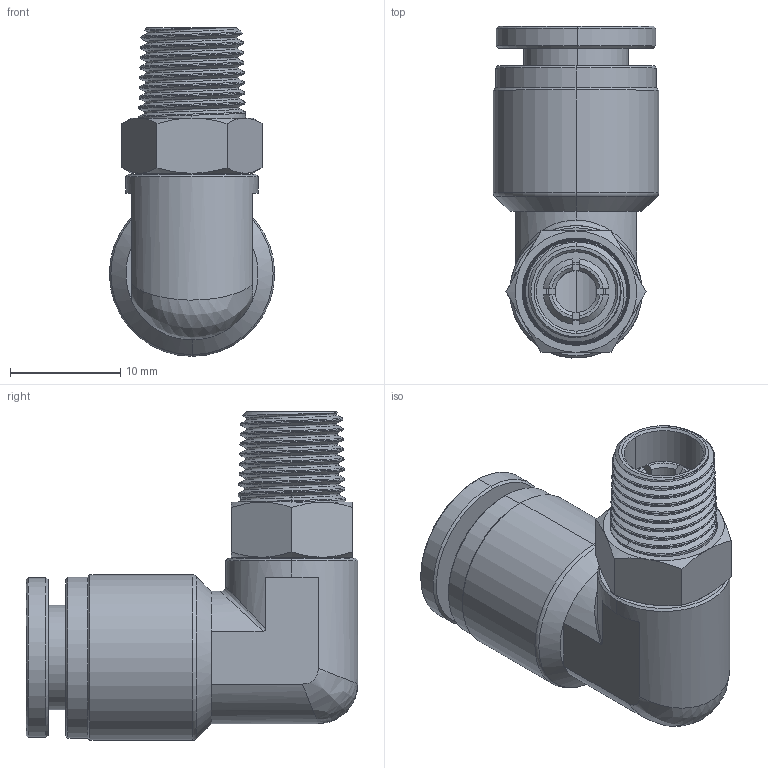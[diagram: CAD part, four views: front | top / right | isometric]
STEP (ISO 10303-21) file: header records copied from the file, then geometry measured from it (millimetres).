
FILE_DESCRIPTION (( 'STEP AP214' ), '1' );
FILE_NAME ('MES8R1-8W.STEP', '2018-07-20T16:54:20', ( '' ), ( '' ), 'SwSTEP 2.0', 'SolidWorks 2016', '' );
FILE_SCHEMA (( 'AUTOMOTIVE_DESIGN' ));
Length unit declared in the file: millimetre
Products named in the file (1): MES8R1-8W
Bounding box: 15 x 30.1 x 29.8 mm (x, y, z)
Volume: 3543.6 mm3; surface area: 5670.4 mm2
Topology: 7 solids, 7 shells, 514 faces, 1404 edges, 912 vertices
Faces by surface type: plane 201, cone 168, cylinder 85, bspline 56, torus 4
Entity records: 29106 total; most frequent: CARTESIAN_POINT 11233, ORIENTED_EDGE 2804, DIRECTION 2231, EDGE_CURVE 1402, VERTEX_POINT 912, AXIS2_PLACEMENT_3D 900, EDGE_LOOP 538, UNCERTAINTY_MEASURE_WITH_UNIT 523
